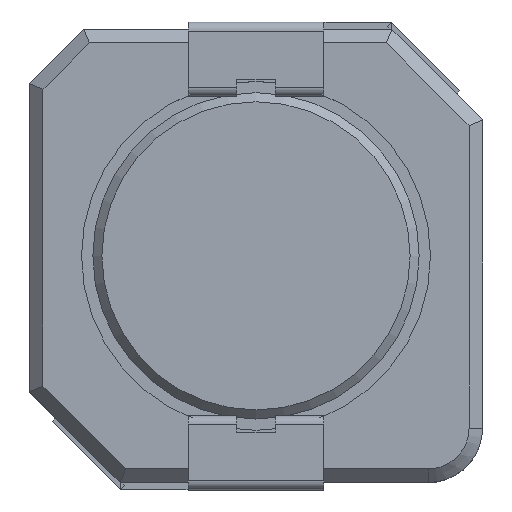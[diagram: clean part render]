
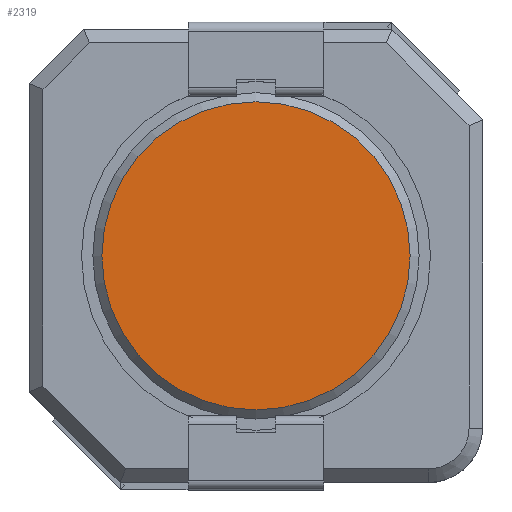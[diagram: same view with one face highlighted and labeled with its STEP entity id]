
A CAD part, top view. The second image highlights one B-rep face of the part: STEP entity #2319.
In plain terms, the highlighted planar face has unit normal (0, 0, 1).
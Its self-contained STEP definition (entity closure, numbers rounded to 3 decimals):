
#2163 = CONICAL_SURFACE('',#2164,3.6,0.785);
#2164 = AXIS2_PLACEMENT_3D('',#2165,#2166,#2167);
#2165 = CARTESIAN_POINT('',(0.,0.,3.5));
#2166 = DIRECTION('',(-0.,-0.,-1.));
#2167 = DIRECTION('',(1.,0.,0.));
#2234 = VERTEX_POINT('',#2235);
#2235 = CARTESIAN_POINT('',(3.4,0.,3.7));
#2258 = EDGE_CURVE('',#2234,#2234,#2259,.T.);
#2259 = SURFACE_CURVE('',#2260,(#2265,#2272),.PCURVE_S1.);
#2260 = CIRCLE('',#2261,3.4);
#2261 = AXIS2_PLACEMENT_3D('',#2262,#2263,#2264);
#2262 = CARTESIAN_POINT('',(0.,0.,3.7));
#2263 = DIRECTION('',(0.,0.,1.));
#2264 = DIRECTION('',(1.,0.,0.));
#2265 = PCURVE('',#2163,#2266);
#2266 = DEFINITIONAL_REPRESENTATION('',(#2267),#2271);
#2267 = LINE('',#2268,#2269);
#2268 = CARTESIAN_POINT('',(-0.,-0.2));
#2269 = VECTOR('',#2270,1.);
#2270 = DIRECTION('',(-1.,-0.));
#2271 = ( GEOMETRIC_REPRESENTATION_CONTEXT(2) 
PARAMETRIC_REPRESENTATION_CONTEXT() REPRESENTATION_CONTEXT('2D SPACE',''
  ) );
#2272 = PCURVE('',#2273,#2278);
#2273 = PLANE('',#2274);
#2274 = AXIS2_PLACEMENT_3D('',#2275,#2276,#2277);
#2275 = CARTESIAN_POINT('',(0.028,-0.028,3.7)
  );
#2276 = DIRECTION('',(0.,0.,1.));
#2277 = DIRECTION('',(1.,0.,0.));
#2278 = DEFINITIONAL_REPRESENTATION('',(#2279),#2283);
#2279 = CIRCLE('',#2280,3.4);
#2280 = AXIS2_PLACEMENT_2D('',#2281,#2282);
#2281 = CARTESIAN_POINT('',(-0.028,0.028));
#2282 = DIRECTION('',(1.,0.));
#2283 = ( GEOMETRIC_REPRESENTATION_CONTEXT(2) 
PARAMETRIC_REPRESENTATION_CONTEXT() REPRESENTATION_CONTEXT('2D SPACE',''
  ) );
#2319 = ADVANCED_FACE('',(#2320),#2273,.T.);
#2320 = FACE_BOUND('',#2321,.T.);
#2321 = EDGE_LOOP('',(#2322));
#2322 = ORIENTED_EDGE('',*,*,#2258,.T.);
